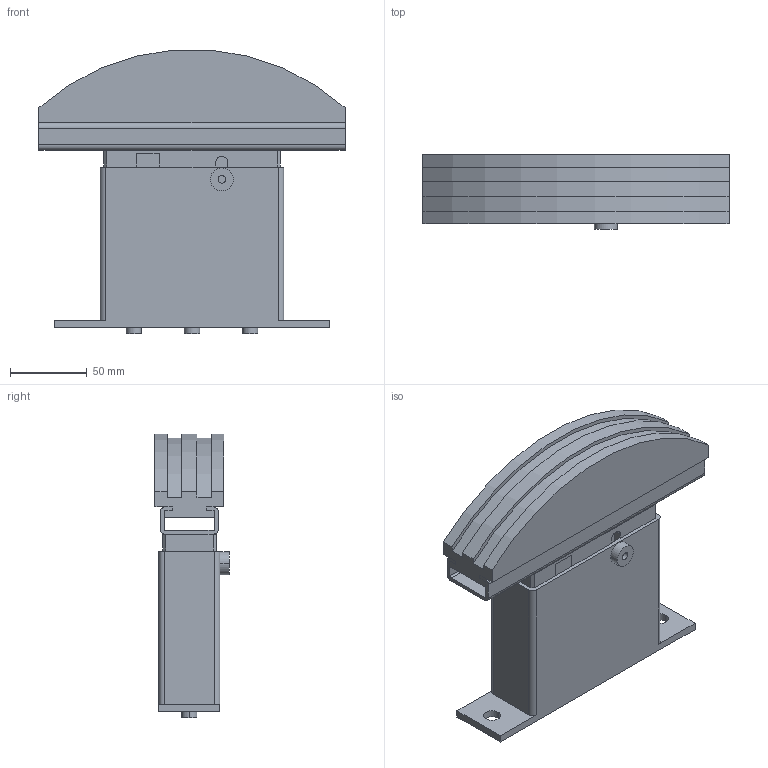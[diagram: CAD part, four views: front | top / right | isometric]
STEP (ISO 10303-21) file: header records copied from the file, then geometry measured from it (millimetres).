
FILE_DESCRIPTION(('STEP AP214'),'1');
FILE_NAME('cctmp_F21EB37F-7FA7-4D58-81FA-10EE1787B498_2023_6_22_11_9_46_653..stp','2023-06-22T09:09:46',('Murtfeldt Kunststoffe GmbH & Co.KG'),('CADClick - www.CADClick.com'),'Spatial InterOp 3D',' ','unknown authorization');
FILE_SCHEMA(('AUTOMOTIVE_DESIGN'));
Length unit declared in the file: millimetre
Products named in the file (1): 282020226
Bounding box: 200 x 48.5 x 185.51 mm (x, y, z)
Volume: 906881.2 mm3; surface area: 123931.7 mm2
Topology: 1 solids, 1 shells, 116 faces, 338 edges, 220 vertices
Faces by surface type: plane 79, cylinder 37
Entity records: 4800 total; most frequent: ORIENTED_EDGE 676, CARTESIAN_POINT 675, DIRECTION 654, EDGE_CURVE 338, LINE 256, VECTOR 256, VERTEX_POINT 220, AXIS2_PLACEMENT_3D 199
